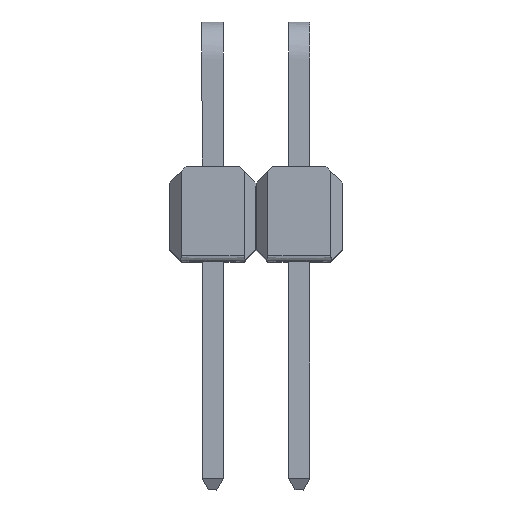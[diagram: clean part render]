
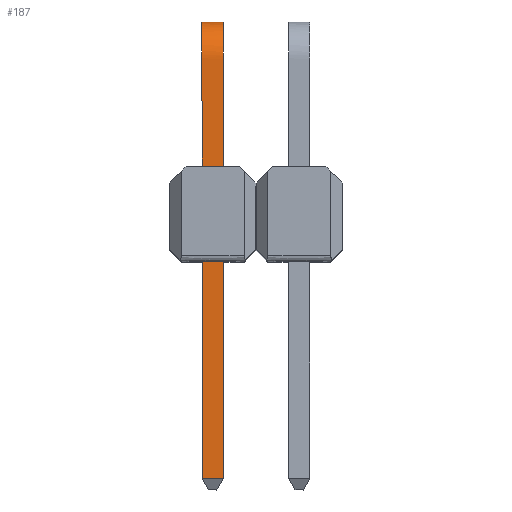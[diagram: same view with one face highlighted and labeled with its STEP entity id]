
A CAD part, top view. The second image highlights one B-rep face of the part: STEP entity #187.
In plain terms, the highlighted free-form (B-spline) face has degree [1, 2] with [2, 9] control points.
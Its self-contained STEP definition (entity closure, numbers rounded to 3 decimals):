
#187=ADVANCED_FACE('',(#347),#5269,.T.);
#347=FACE_OUTER_BOUND('',#512,.T.);
#512=EDGE_LOOP('',(#895,#896,#897,#898));
#895=ORIENTED_EDGE('',*,*,#3655,.T.);
#896=ORIENTED_EDGE('',*,*,#3645,.F.);
#897=ORIENTED_EDGE('',*,*,#3656,.T.);
#898=ORIENTED_EDGE('',*,*,#3652,.F.);
#1457=(
BOUNDED_CURVE()
B_SPLINE_CURVE(2,(#7345,#7346,#7347,#7348,#7349,#7350,#7351,#7352,#7353),
 .UNSPECIFIED.,.F.,.F.)
B_SPLINE_CURVE_WITH_KNOTS((3,2,2,2,3),(-59.405,-47.092,
-45.388,-42.385,-39.845),.UNSPECIFIED.)
CURVE()
GEOMETRIC_REPRESENTATION_ITEM()
RATIONAL_B_SPLINE_CURVE((1.,1.,1.,0.707,1.,1.,1.,1.,1.))
REPRESENTATION_ITEM('')
);
#1458=(
BOUNDED_CURVE()
B_SPLINE_CURVE(2,(#7354,#7355,#7356,#7357,#7358,#7359,#7360,#7361,#7362),
 .UNSPECIFIED.,.F.,.F.)
B_SPLINE_CURVE_WITH_KNOTS((3,2,2,2,3),(-59.405,-47.092,
-45.388,-42.385,-39.845),.UNSPECIFIED.)
CURVE()
GEOMETRIC_REPRESENTATION_ITEM()
RATIONAL_B_SPLINE_CURVE((1.,1.,1.,0.707,1.,1.,1.,1.,1.))
REPRESENTATION_ITEM('')
);
#1463=(
BOUNDED_CURVE()
B_SPLINE_CURVE(2,(#7423,#7424,#7425,#7426,#7427,#7428,#7429,#7430,#7431),
 .UNSPECIFIED.,.F.,.F.)
B_SPLINE_CURVE_WITH_KNOTS((3,2,2,2,3),(39.845,42.385,
45.388,47.092,59.405),.UNSPECIFIED.)
CURVE()
GEOMETRIC_REPRESENTATION_ITEM()
RATIONAL_B_SPLINE_CURVE((1.,1.,1.,1.,1.,0.707,1.,1.,1.))
REPRESENTATION_ITEM('')
);
#1464=(
BOUNDED_CURVE()
B_SPLINE_CURVE(2,(#7432,#7433,#7434,#7435,#7436,#7437,#7438,#7439,#7440),
 .UNSPECIFIED.,.F.,.F.)
B_SPLINE_CURVE_WITH_KNOTS((3,2,2,2,3),(39.845,42.385,
45.388,47.092,59.405),.UNSPECIFIED.)
CURVE()
GEOMETRIC_REPRESENTATION_ITEM()
RATIONAL_B_SPLINE_CURVE((1.,1.,1.,1.,1.,0.707,1.,1.,1.))
REPRESENTATION_ITEM('')
);
#1783=PCURVE('',#5323,#2579);
#1790=PCURVE('',#5324,#2586);
#1795=PCURVE('',#5269,#2591);
#1796=PCURVE('',#5269,#2592);
#1797=PCURVE('',#5269,#2593);
#1798=PCURVE('',#5269,#2594);
#1809=PCURVE('',#5327,#2605);
#1831=PCURVE('',#5333,#2627);
#2579=DEFINITIONAL_REPRESENTATION('',(#1458),#9710);
#2586=DEFINITIONAL_REPRESENTATION('',(#1464),#9710);
#2591=DEFINITIONAL_REPRESENTATION('',(#4287),#9710);
#2592=DEFINITIONAL_REPRESENTATION('',(#4288),#9710);
#2593=DEFINITIONAL_REPRESENTATION('',(#4290),#9710);
#2594=DEFINITIONAL_REPRESENTATION('',(#4291),#9710);
#2605=DEFINITIONAL_REPRESENTATION('',(#4309),#9710);
#2627=DEFINITIONAL_REPRESENTATION('',(#4339),#9710);
#3247=SURFACE_CURVE('',#1457,(#1783,#1796),.PCURVE_S1.);
#3254=SURFACE_CURVE('',#1463,(#1790,#1798),.PCURVE_S1.);
#3257=SURFACE_CURVE('',#4286,(#1795,#1831),.PCURVE_S1.);
#3258=SURFACE_CURVE('',#4289,(#1797,#1809),.PCURVE_S1.);
#3645=EDGE_CURVE('',#5096,#5099,#3247,.T.);
#3652=EDGE_CURVE('',#5103,#5100,#3254,.T.);
#3655=EDGE_CURVE('',#5103,#5099,#3257,.T.);
#3656=EDGE_CURVE('',#5096,#5100,#3258,.T.);
#4286=B_SPLINE_CURVE_WITH_KNOTS('',1,(#7453,#7454),.UNSPECIFIED.,.F.,.F.,
(2,2),(0.,0.63),.UNSPECIFIED.);
#4287=B_SPLINE_CURVE_WITH_KNOTS('',1,(#7455,#7456),.UNSPECIFIED.,.F.,.F.,
(2,2),(0.,0.63),.UNSPECIFIED.);
#4288=B_SPLINE_CURVE_WITH_KNOTS('',1,(#7457,#7458),.UNSPECIFIED.,.F.,.F.,
(2,2),(-59.405,-39.845),.UNSPECIFIED.);
#4289=B_SPLINE_CURVE_WITH_KNOTS('',1,(#7459,#7460),.UNSPECIFIED.,.F.,.F.,
(2,2),(0.,0.63),.UNSPECIFIED.);
#4290=B_SPLINE_CURVE_WITH_KNOTS('',1,(#7461,#7462),.UNSPECIFIED.,.F.,.F.,
(2,2),(0.,0.63),.UNSPECIFIED.);
#4291=B_SPLINE_CURVE_WITH_KNOTS('',1,(#7463,#7464),.UNSPECIFIED.,.F.,.F.,
(2,2),(39.845,59.405),.UNSPECIFIED.);
#4309=B_SPLINE_CURVE_WITH_KNOTS('',1,(#7499,#7500),.UNSPECIFIED.,.F.,.F.,
(2,2),(0.,0.63),.UNSPECIFIED.);
#4339=B_SPLINE_CURVE_WITH_KNOTS('',1,(#7559,#7560),.UNSPECIFIED.,.F.,.F.,
(2,2),(0.,0.63),.UNSPECIFIED.);
#5096=VERTEX_POINT('',#7329);
#5099=VERTEX_POINT('',#7332);
#5100=VERTEX_POINT('',#7333);
#5103=VERTEX_POINT('',#7336);
#5269=(
BOUNDED_SURFACE()
B_SPLINE_SURFACE(1,2,((#7301,#7302,#7303,#7304,#7305,#7306,#7307,#7308,#7309),
(#7310,#7311,#7312,#7313,#7314,#7315,#7316,#7317,#7318)),.UNSPECIFIED.,.F.,
 .F.,.F.)
B_SPLINE_SURFACE_WITH_KNOTS((2,2),(3,2,2,2,3),(0.,0.63),(39.845,
42.385,45.388,47.092,59.405),
 .UNSPECIFIED.)
GEOMETRIC_REPRESENTATION_ITEM()
RATIONAL_B_SPLINE_SURFACE(((1.,1.,1.,1.,1.,0.707,1.,1.,1.),(1.,
1.,1.,1.,1.,0.707,1.,1.,1.)))
REPRESENTATION_ITEM('')
SURFACE()
);
#5323=PLANE('',#5477);
#5324=PLANE('',#5478);
#5327=PLANE('',#5481);
#5333=PLANE('',#5487);
#5477=AXIS2_PLACEMENT_3D('',#7277,#5615,$);
#5478=AXIS2_PLACEMENT_3D('',#7278,#5616,$);
#5481=AXIS2_PLACEMENT_3D('',#7321,#5619,$);
#5487=AXIS2_PLACEMENT_3D('',#7327,#5625,$);
#5615=DIRECTION('',(-1.,0.,0.));
#5616=DIRECTION('',(1.,0.,0.));
#5619=DIRECTION('',(0.,-0.488,0.873));
#5625=DIRECTION('',(0.,0.873,-0.488));
#7277=CARTESIAN_POINT('',(-0.315,-10.543,4.675));
#7278=CARTESIAN_POINT('',(0.315,-10.543,4.675));
#7301=CARTESIAN_POINT('',(0.315,2.855,-2.86));
#7302=CARTESIAN_POINT('',(0.315,2.855,-1.59));
#7303=CARTESIAN_POINT('',(0.315,2.855,-0.32));
#7304=CARTESIAN_POINT('',(0.315,2.855,1.635));
#7305=CARTESIAN_POINT('',(0.315,2.855,3.59));
#7306=CARTESIAN_POINT('',(0.315,2.855,4.675));
#7307=CARTESIAN_POINT('',(0.315,1.77,4.675));
#7308=CARTESIAN_POINT('',(0.315,-4.386,4.675));
#7309=CARTESIAN_POINT('',(0.315,-10.543,4.675));
#7310=CARTESIAN_POINT('',(-0.316,2.855,-2.86));
#7311=CARTESIAN_POINT('',(-0.316,2.855,-1.59));
#7312=CARTESIAN_POINT('',(-0.316,2.855,-0.32));
#7313=CARTESIAN_POINT('',(-0.316,2.855,1.635));
#7314=CARTESIAN_POINT('',(-0.316,2.855,3.59));
#7315=CARTESIAN_POINT('',(-0.316,2.855,4.675));
#7316=CARTESIAN_POINT('',(-0.316,1.77,4.675));
#7317=CARTESIAN_POINT('',(-0.315,-4.387,4.675));
#7318=CARTESIAN_POINT('',(-0.315,-10.543,4.675));
#7321=CARTESIAN_POINT('',(-0.315,-10.883,4.485));
#7327=CARTESIAN_POINT('',(0.325,2.66,-3.209));
#7329=CARTESIAN_POINT('',(-0.315,-10.543,4.675));
#7332=CARTESIAN_POINT('',(-0.316,2.855,-2.86));
#7333=CARTESIAN_POINT('',(0.315,-10.543,4.675));
#7336=CARTESIAN_POINT('',(0.315,2.855,-2.86));
#7345=CARTESIAN_POINT('',(-0.315,-10.543,4.675));
#7346=CARTESIAN_POINT('',(-0.315,-4.387,4.675));
#7347=CARTESIAN_POINT('',(-0.316,1.77,4.675));
#7348=CARTESIAN_POINT('',(-0.316,2.855,4.675));
#7349=CARTESIAN_POINT('',(-0.316,2.855,3.59));
#7350=CARTESIAN_POINT('',(-0.316,2.855,1.635));
#7351=CARTESIAN_POINT('',(-0.316,2.855,-0.32));
#7352=CARTESIAN_POINT('',(-0.316,2.855,-1.59));
#7353=CARTESIAN_POINT('',(-0.316,2.855,-2.86));
#7354=CARTESIAN_POINT('',(0.,0.));
#7355=CARTESIAN_POINT('',(6.157,0.));
#7356=CARTESIAN_POINT('',(12.313,0.));
#7357=CARTESIAN_POINT('',(13.398,0.));
#7358=CARTESIAN_POINT('',(13.398,1.085));
#7359=CARTESIAN_POINT('',(13.398,3.04));
#7360=CARTESIAN_POINT('',(13.398,4.995));
#7361=CARTESIAN_POINT('',(13.398,6.265));
#7362=CARTESIAN_POINT('',(13.398,7.535));
#7423=CARTESIAN_POINT('',(0.315,2.855,-2.86));
#7424=CARTESIAN_POINT('',(0.315,2.855,-1.59));
#7425=CARTESIAN_POINT('',(0.315,2.855,-0.32));
#7426=CARTESIAN_POINT('',(0.315,2.855,1.635));
#7427=CARTESIAN_POINT('',(0.315,2.855,3.59));
#7428=CARTESIAN_POINT('',(0.315,2.855,4.675));
#7429=CARTESIAN_POINT('',(0.315,1.77,4.675));
#7430=CARTESIAN_POINT('',(0.315,-4.387,4.675));
#7431=CARTESIAN_POINT('',(0.315,-10.543,4.675));
#7432=CARTESIAN_POINT('',(7.535,13.398));
#7433=CARTESIAN_POINT('',(6.265,13.398));
#7434=CARTESIAN_POINT('',(4.995,13.398));
#7435=CARTESIAN_POINT('',(3.04,13.398));
#7436=CARTESIAN_POINT('',(1.085,13.398));
#7437=CARTESIAN_POINT('',(0.,13.398));
#7438=CARTESIAN_POINT('',(0.,12.313));
#7439=CARTESIAN_POINT('',(0.,6.157));
#7440=CARTESIAN_POINT('',(0.,0.));
#7453=CARTESIAN_POINT('',(0.315,2.855,-2.86));
#7454=CARTESIAN_POINT('',(-0.316,2.855,-2.86));
#7455=CARTESIAN_POINT('',(0.,39.845));
#7456=CARTESIAN_POINT('',(0.63,39.845));
#7457=CARTESIAN_POINT('',(0.63,59.405));
#7458=CARTESIAN_POINT('',(0.63,39.845));
#7459=CARTESIAN_POINT('',(-0.315,-10.543,4.675));
#7460=CARTESIAN_POINT('',(0.315,-10.543,4.675));
#7461=CARTESIAN_POINT('',(0.63,59.405));
#7462=CARTESIAN_POINT('',(0.,59.405));
#7463=CARTESIAN_POINT('',(0.,39.845));
#7464=CARTESIAN_POINT('',(0.,59.405));
#7499=CARTESIAN_POINT('',(-0.19,0.389));
#7500=CARTESIAN_POINT('',(0.44,0.389));
#7559=CARTESIAN_POINT('',(-0.63,0.));
#7560=CARTESIAN_POINT('',(0.,0.));
#9710=(
GEOMETRIC_REPRESENTATION_CONTEXT(2)
PARAMETRIC_REPRESENTATION_CONTEXT()
REPRESENTATION_CONTEXT('pspace','')
);
